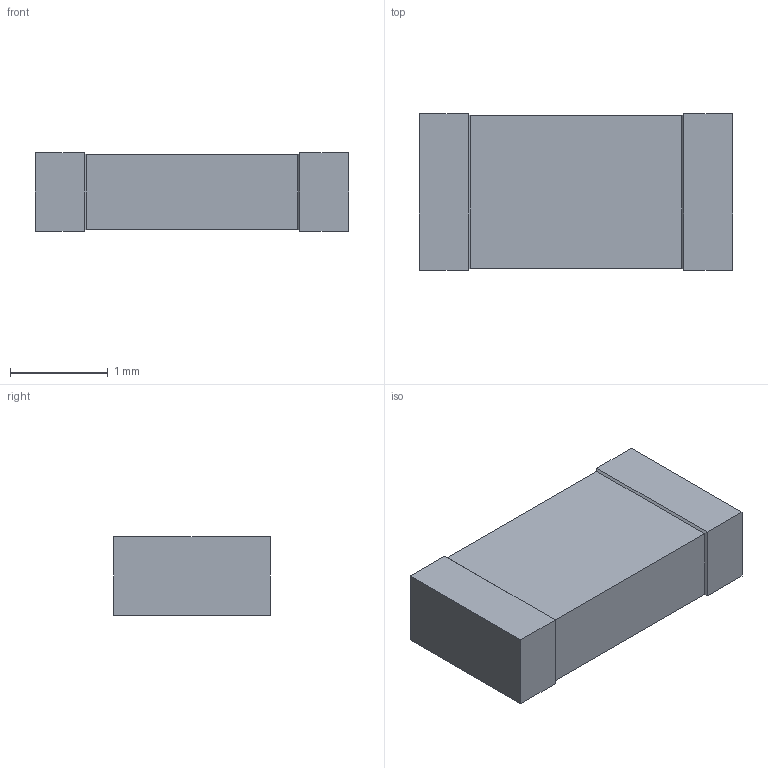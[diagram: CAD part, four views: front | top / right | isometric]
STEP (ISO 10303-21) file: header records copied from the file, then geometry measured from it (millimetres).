
FILE_DESCRIPTION(/* description */ (''),/* implementation_level */ '2;1');
FILE_NAME(/* name */ 'R-EU_R1206.stp',/* time_stamp */ '2014-06-12T10:12:17+02:00',/* author */ (''),/* organization */ (''),/* preprocessor_version */ 'ST-DEVELOPER v15',/* originating_system */ 'SIEMENS PLM Software NX 8.5',/* authorisation */ '');
FILE_SCHEMA (('AP203_CONFIGURATION_CONTROLLED_3D_DESIGN_OF_MECHANICAL_PARTS_AND_ASSEMBLIES_MIM_LF { 1 0 10303 403 2 1 2}'));
Length unit declared in the file: millimetre
Products named in the file (1): R-EU_R1206
Bounding box: 3.2 x 1.6 x 0.8 mm (x, y, z)
Volume: 3.9 mm3; surface area: 17.6 mm2
Topology: 1 solids, 1 shells, 22 faces, 44 edges, 27 vertices
Faces by surface type: plane 22
Entity records: 638 total; most frequent: CARTESIAN_POINT 94, DIRECTION 90, ORIENTED_EDGE 88, EDGE_CURVE 44, LINE 44, VECTOR 44, VERTEX_POINT 24, AXIS2_PLACEMENT_3D 23
